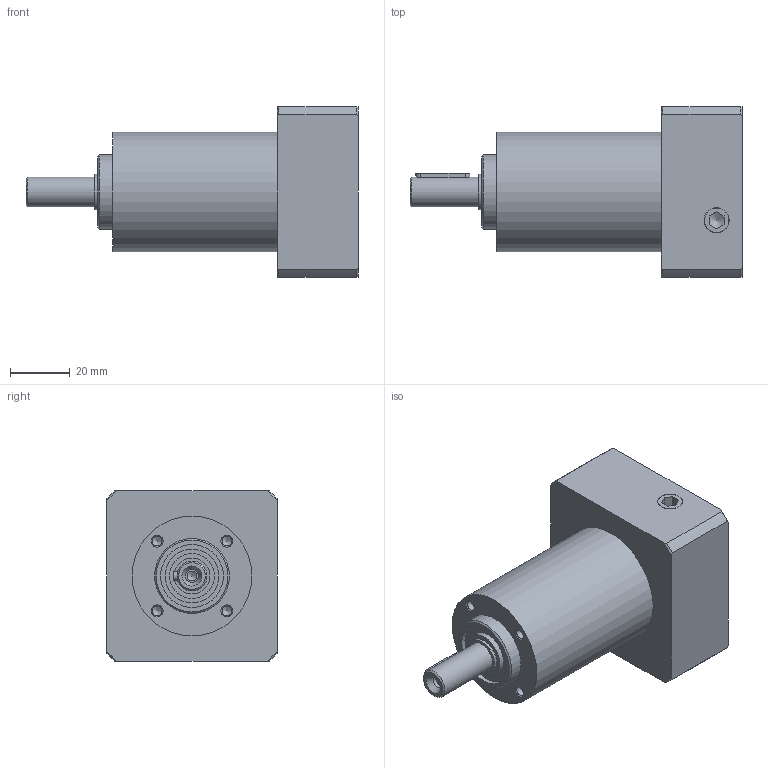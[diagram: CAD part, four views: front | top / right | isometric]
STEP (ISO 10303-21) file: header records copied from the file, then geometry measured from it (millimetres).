
FILE_DESCRIPTION(('FreeCAD Model'),'2;1');
FILE_NAME('PLD40_2_26.step', '2014-06-24T12:25:59',('FreeCAD'),('FreeCAD'), 'Open CASCADE STEP processor 6.3','FreeCAD','Unknown');
FILE_SCHEMA(('AUTOMOTIVE_DESIGN_CC2 { 1 2 10303 214 -1 1 5 4 }'));
Length unit declared in the file: millimetre
Products named in the file (1): PLD40_2_26
Bounding box: 111 x 57 x 57 mm (x, y, z)
Volume: 138407.9 mm3; surface area: 30220.9 mm2
Topology: 1 solids, 7 shells, 132 faces, 342 edges, 235 vertices
Faces by surface type: plane 43, bspline 37, cylinder 34, cone 18
Full cylindrical faces by diameter (mm): 4.3 x1, 6.35 x1, 10 x1, 11 x1, 11.5 x1, 12 x1, 15 x2, 18 x2, 21 x1, 25 x1, 28 x3, 29.4 x1, 36 x1, 38.3 x1, 40 x1
Entity records: 15142 total; most frequent: CARTESIAN_POINT 9801, DIRECTION 776, ORIENTED_EDGE 608, PCURVE 608, DEFINITIONAL_REPRESENTATION 608, B_SPLINE_CURVE_WITH_KNOTS 373, EDGE_CURVE 304, LINE 258
